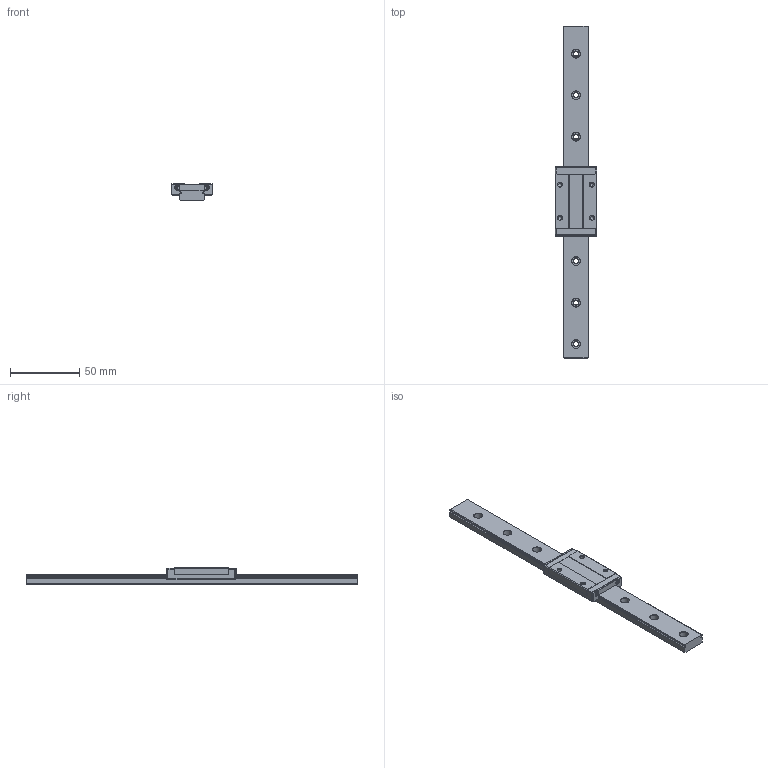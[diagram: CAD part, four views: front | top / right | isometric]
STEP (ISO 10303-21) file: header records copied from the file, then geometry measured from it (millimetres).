
FILE_DESCRIPTION(/* description */ (''),/* implementation_level */ '2;1');
FILE_NAME(/* name */ 'MSD9LM-20130320.stp',/* time_stamp */ '2013-03-20T16:52:43+08:00',/* author */ (''),/* organization */ (''),/* preprocessor_version */ 'ST-DEVELOPER v11',/* originating_system */ 'UGS - NX 5.0',/* authorisation */ '');
FILE_SCHEMA (('CONFIG_CONTROL_DESIGN'));
Length unit declared in the file: millimetre
Products named in the file (1): model1
Bounding box: 29.97 x 240 x 11.98 mm (x, y, z)
Volume: 37594.5 mm3; surface area: 18255.5 mm2
Topology: 2 solids, 2 shells, 299 faces, 752 edges, 477 vertices
Faces by surface type: plane 154, cylinder 109, cone 32, torus 4
Full cylindrical faces by diameter (mm): 2.5 x4, 3.5 x12, 3.8 x4, 6 x8
Entity records: 8476 total; most frequent: DIRECTION 1458, CARTESIAN_POINT 1457, ORIENTED_EDGE 1328, EDGE_CURVE 664, AXIS2_PLACEMENT_3D 506, VERTEX_POINT 457, LINE 446, VECTOR 446
